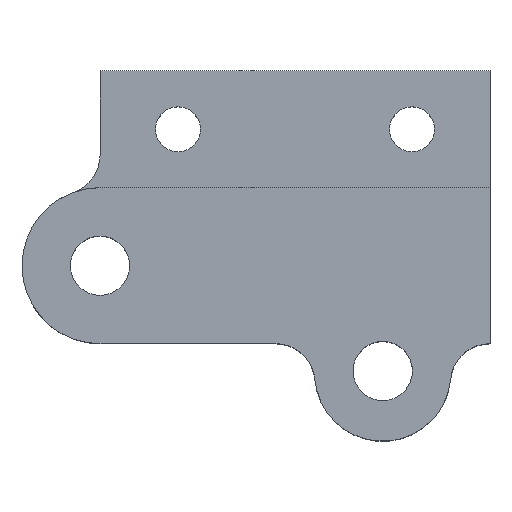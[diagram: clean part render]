
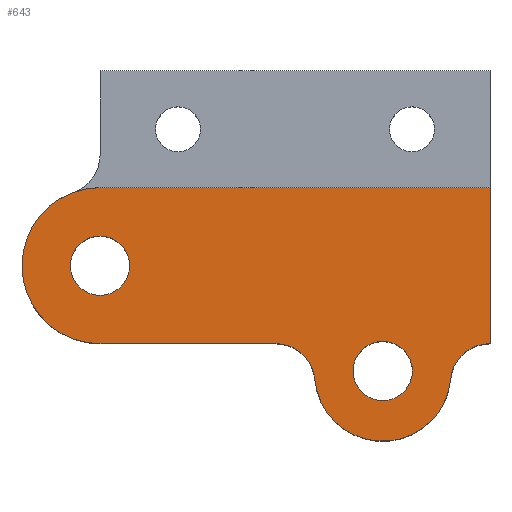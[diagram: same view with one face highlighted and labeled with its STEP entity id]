
A CAD part, top view. The second image highlights one B-rep face of the part: STEP entity #643.
In plain terms, the highlighted planar face has unit normal (0, 0, 1).
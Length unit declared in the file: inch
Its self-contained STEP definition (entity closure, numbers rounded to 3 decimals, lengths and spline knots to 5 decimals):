
#2 = AXIS2_PLACEMENT_3D ( 'NONE', #42, #679, #27 ) ;
#12 = AXIS2_PLACEMENT_3D ( 'NONE', #578, #123, #220 ) ;
#13 = VERTEX_POINT ( 'NONE', #275 ) ;
#19 = DIRECTION ( 'NONE',  ( 0., 0., 1. ) ) ;
#27 = DIRECTION ( 'NONE',  ( 1., 0., 0. ) ) ;
#32 = AXIS2_PLACEMENT_3D ( 'NONE', #873, #879, #496 ) ;
#42 = CARTESIAN_POINT ( 'NONE',  ( -0.5, 0., 0.25 ) ) ;
#48 = VERTEX_POINT ( 'NONE', #1124 ) ;
#53 = EDGE_CURVE ( 'NONE', #446, #1037, #639, .T. ) ;
#57 = DIRECTION ( 'NONE',  ( 1., 0., 0. ) ) ;
#97 = DIRECTION ( 'NONE',  ( 0., 0., 1. ) ) ;
#123 = DIRECTION ( 'NONE',  ( 0., 0., -1. ) ) ;
#130 = LINE ( 'NONE', #261, #1204 ) ;
#154 = CARTESIAN_POINT ( 'NONE',  ( 0., 0.25, 0.25 ) ) ;
#156 = VERTEX_POINT ( 'NONE', #863 ) ;
#166 = DIRECTION ( 'NONE',  ( 1., 0., 0. ) ) ;
#167 = FACE_BOUND ( 'NONE', #483, .T. ) ;
#169 = CARTESIAN_POINT ( 'NONE',  ( -0.5, -0.25, 0.25 ) ) ;
#174 = ORIENTED_EDGE ( 'NONE', *, *, #567, .F. ) ;
#190 = DIRECTION ( 'NONE',  ( 1., 0., 0. ) ) ;
#193 = CIRCLE ( 'NONE', #2, 0.095 ) ;
#195 = CARTESIAN_POINT ( 'NONE',  ( 0.40625, -0.34375, 0.25 ) ) ;
#220 = DIRECTION ( 'NONE',  ( 1., 0., 0. ) ) ;
#247 = EDGE_CURVE ( 'NONE', #1057, #519, #325, .T. ) ;
#261 = CARTESIAN_POINT ( 'NONE',  ( 0.75, 0., 0.25 ) ) ;
#275 = CARTESIAN_POINT ( 'NONE',  ( 0.75, -0.25, 0.25 ) ) ;
#276 = EDGE_CURVE ( 'NONE', #48, #1057, #837, .T. ) ;
#291 = VERTEX_POINT ( 'NONE', #1183 ) ;
#297 = DIRECTION ( 'NONE',  ( 1., 0., 0. ) ) ;
#299 = LINE ( 'NONE', #1058, #1127 ) ;
#325 = CIRCLE ( 'NONE', #744, 0.25 ) ;
#332 = EDGE_CURVE ( 'NONE', #1051, #1030, #497, .T. ) ;
#344 = PLANE ( 'NONE',  #980 ) ;
#345 = ORIENTED_EDGE ( 'NONE', *, *, #1095, .T. ) ;
#383 = VERTEX_POINT ( 'NONE', #685 ) ;
#397 = CARTESIAN_POINT ( 'NONE',  ( 0.50125, -0.3375, 0.25 ) ) ;
#400 = DIRECTION ( 'NONE',  ( 1., 0., 0. ) ) ;
#420 = DIRECTION ( 'NONE',  ( 0., 0., 1. ) ) ;
#426 = CARTESIAN_POINT ( 'NONE',  ( 0.31125, -0.3375, 0.25 ) ) ;
#434 = CIRCLE ( 'NONE', #494, 0.25 ) ;
#439 = DIRECTION ( 'NONE',  ( 1., 0., 0. ) ) ;
#446 = VERTEX_POINT ( 'NONE', #798 ) ;
#483 = EDGE_LOOP ( 'NONE', ( #1074, #688 ) ) ;
#493 = DIRECTION ( 'NONE',  ( 0., 0., 1. ) ) ;
#494 = AXIS2_PLACEMENT_3D ( 'NONE', #982, #420, #166 ) ;
#496 = DIRECTION ( 'NONE',  ( 1., 0., 0. ) ) ;
#497 = CIRCLE ( 'NONE', #32, 0.095 ) ;
#500 = EDGE_LOOP ( 'NONE', ( #949, #1133, #345, #678, #661, #950, #788, #174, #1125 ) ) ;
#512 = CARTESIAN_POINT ( 'NONE',  ( -0.5, 0., 0.25 ) ) ;
#519 = VERTEX_POINT ( 'NONE', #860 ) ;
#567 = EDGE_CURVE ( 'NONE', #13, #1037, #299, .T. ) ;
#573 = VECTOR ( 'NONE', #1094, 39.37008 ) ;
#578 = CARTESIAN_POINT ( 'NONE',  ( 0.06392, -0.375, 0.25 ) ) ;
#587 = CARTESIAN_POINT ( 'NONE',  ( 0.74858, -0.25, 0.25 ) ) ;
#588 = CARTESIAN_POINT ( 'NONE',  ( -0.405, 0., 0.25 ) ) ;
#597 = VERTEX_POINT ( 'NONE', #588 ) ;
#612 = EDGE_CURVE ( 'NONE', #156, #291, #684, .T. ) ;
#615 = CARTESIAN_POINT ( 'NONE',  ( 0., 0., 0.25 ) ) ;
#616 = EDGE_LOOP ( 'NONE', ( #1149, #800 ) ) ;
#622 = DIRECTION ( 'NONE',  ( 0., 0., 1. ) ) ;
#639 = CIRCLE ( 'NONE', #895, 0.125 ) ;
#643 = ADVANCED_FACE ( 'NONE', ( #167, #1217, #1085 ), #344, .T. ) ;
#661 = ORIENTED_EDGE ( 'NONE', *, *, #612, .T. ) ;
#678 = ORIENTED_EDGE ( 'NONE', *, *, #1091, .F. ) ;
#679 = DIRECTION ( 'NONE',  ( 0., 0., 1. ) ) ;
#684 = CIRCLE ( 'NONE', #12, 0.125 ) ;
#685 = CARTESIAN_POINT ( 'NONE',  ( -0.595, 0., 0.25 ) ) ;
#688 = ORIENTED_EDGE ( 'NONE', *, *, #1132, .F. ) ;
#700 = AXIS2_PLACEMENT_3D ( 'NONE', #512, #622, #439 ) ;
#702 = EDGE_CURVE ( 'NONE', #291, #446, #784, .T. ) ;
#744 = AXIS2_PLACEMENT_3D ( 'NONE', #951, #19, #400 ) ;
#758 = CARTESIAN_POINT ( 'NONE',  ( 0.40625, -0.3375, 0.25 ) ) ;
#784 = CIRCLE ( 'NONE', #1214, 0.21875 ) ;
#788 = ORIENTED_EDGE ( 'NONE', *, *, #53, .T. ) ;
#796 = CIRCLE ( 'NONE', #815, 0.095 ) ;
#798 = CARTESIAN_POINT ( 'NONE',  ( 0.62409, -0.36364, 0.25 ) ) ;
#800 = ORIENTED_EDGE ( 'NONE', *, *, #332, .F. ) ;
#815 = AXIS2_PLACEMENT_3D ( 'NONE', #758, #940, #297 ) ;
#837 = LINE ( 'NONE', #154, #933 ) ;
#860 = CARTESIAN_POINT ( 'NONE',  ( -0.75, 0., 0.25 ) ) ;
#863 = CARTESIAN_POINT ( 'NONE',  ( 0.06392, -0.25, 0.25 ) ) ;
#873 = CARTESIAN_POINT ( 'NONE',  ( 0.40625, -0.3375, 0.25 ) ) ;
#879 = DIRECTION ( 'NONE',  ( 0., 0., 1. ) ) ;
#880 = EDGE_CURVE ( 'NONE', #1030, #1051, #796, .T. ) ;
#889 = DIRECTION ( 'NONE',  ( -1., 0., 0. ) ) ;
#895 = AXIS2_PLACEMENT_3D ( 'NONE', #1212, #1218, #190 ) ;
#898 = CARTESIAN_POINT ( 'NONE',  ( 0., -0.25, 0.25 ) ) ;
#903 = DIRECTION ( 'NONE',  ( 0., 1., 0. ) ) ;
#931 = DIRECTION ( 'NONE',  ( 1., 0., 0. ) ) ;
#933 = VECTOR ( 'NONE', #889, 39.37008 ) ;
#940 = DIRECTION ( 'NONE',  ( 0., 0., 1. ) ) ;
#948 = EDGE_CURVE ( 'NONE', #597, #383, #193, .T. ) ;
#949 = ORIENTED_EDGE ( 'NONE', *, *, #276, .T. ) ;
#950 = ORIENTED_EDGE ( 'NONE', *, *, #702, .T. ) ;
#951 = CARTESIAN_POINT ( 'NONE',  ( -0.5, 0., 0.25 ) ) ;
#955 = DIRECTION ( 'NONE',  ( -1., 0., 0. ) ) ;
#980 = AXIS2_PLACEMENT_3D ( 'NONE', #615, #493, #57 ) ;
#982 = CARTESIAN_POINT ( 'NONE',  ( -0.5, 0., 0.25 ) ) ;
#1030 = VERTEX_POINT ( 'NONE', #397 ) ;
#1032 = CIRCLE ( 'NONE', #700, 0.095 ) ;
#1037 = VERTEX_POINT ( 'NONE', #587 ) ;
#1051 = VERTEX_POINT ( 'NONE', #426 ) ;
#1057 = VERTEX_POINT ( 'NONE', #1181 ) ;
#1058 = CARTESIAN_POINT ( 'NONE',  ( 0., -0.25, 0.25 ) ) ;
#1074 = ORIENTED_EDGE ( 'NONE', *, *, #948, .F. ) ;
#1083 = LINE ( 'NONE', #898, #573 ) ;
#1085 = FACE_OUTER_BOUND ( 'NONE', #500, .T. ) ;
#1091 = EDGE_CURVE ( 'NONE', #156, #1200, #1083, .T. ) ;
#1094 = DIRECTION ( 'NONE',  ( -1., 0., 0. ) ) ;
#1095 = EDGE_CURVE ( 'NONE', #519, #1200, #434, .T. ) ;
#1124 = CARTESIAN_POINT ( 'NONE',  ( 0.75, 0.25, 0.25 ) ) ;
#1125 = ORIENTED_EDGE ( 'NONE', *, *, #1219, .T. ) ;
#1127 = VECTOR ( 'NONE', #955, 39.37008 ) ;
#1132 = EDGE_CURVE ( 'NONE', #383, #597, #1032, .T. ) ;
#1133 = ORIENTED_EDGE ( 'NONE', *, *, #247, .T. ) ;
#1149 = ORIENTED_EDGE ( 'NONE', *, *, #880, .F. ) ;
#1181 = CARTESIAN_POINT ( 'NONE',  ( -0.5, 0.25, 0.25 ) ) ;
#1183 = CARTESIAN_POINT ( 'NONE',  ( 0.18841, -0.36364, 0.25 ) ) ;
#1200 = VERTEX_POINT ( 'NONE', #169 ) ;
#1204 = VECTOR ( 'NONE', #903, 39.37008 ) ;
#1212 = CARTESIAN_POINT ( 'NONE',  ( 0.74858, -0.375, 0.25 ) ) ;
#1214 = AXIS2_PLACEMENT_3D ( 'NONE', #195, #97, #931 ) ;
#1217 = FACE_BOUND ( 'NONE', #616, .T. ) ;
#1218 = DIRECTION ( 'NONE',  ( 0., 0., -1. ) ) ;
#1219 = EDGE_CURVE ( 'NONE', #13, #48, #130, .T. ) ;
